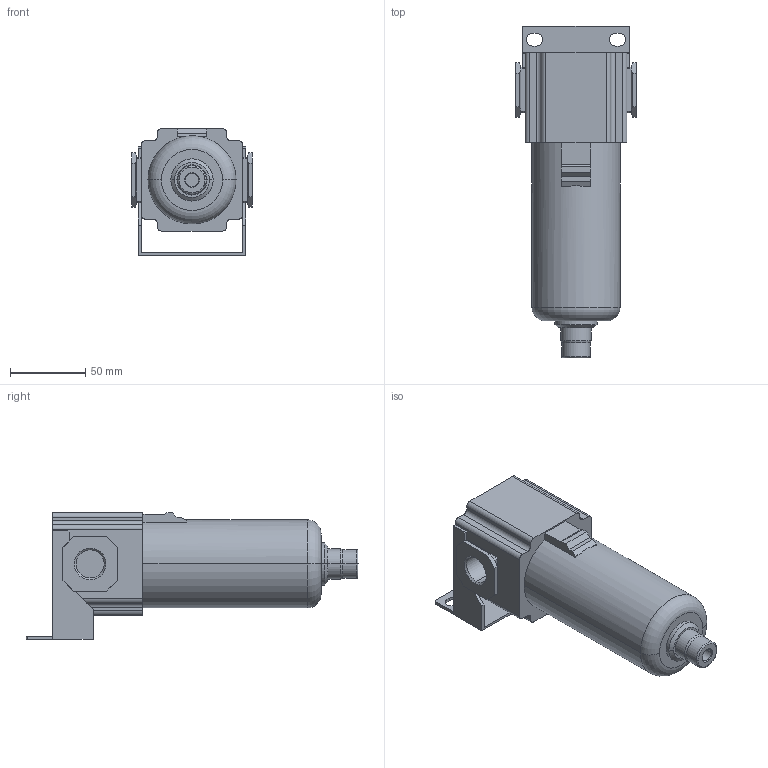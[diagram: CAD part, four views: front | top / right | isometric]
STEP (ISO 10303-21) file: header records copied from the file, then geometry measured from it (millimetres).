
FILE_DESCRIPTION (( 'STEP AP203' ), '1' );
FILE_NAME ('AF2-443-AN.step', '2020-04-16T19:51:25', ( '' ), ( '' ), 'SwSTEP 2.0', 'SolidWorks 2019', '' );
FILE_SCHEMA (( 'CONFIG_CONTROL_DESIGN' ));
Length unit declared in the file: millimetre
Products named in the file (1): AF2-443-AN
Bounding box: 80 x 220 x 84 mm (x, y, z)
Volume: 589844.3 mm3; surface area: 61015.5 mm2
Topology: 1 solids, 1 shells, 136 faces, 368 edges, 238 vertices
Faces by surface type: plane 90, cylinder 32, cone 10, torus 4
Entity records: 4344 total; most frequent: CARTESIAN_POINT 774, ORIENTED_EDGE 736, DIRECTION 716, EDGE_CURVE 368, LINE 284, VECTOR 284, VERTEX_POINT 238, AXIS2_PLACEMENT_3D 216
